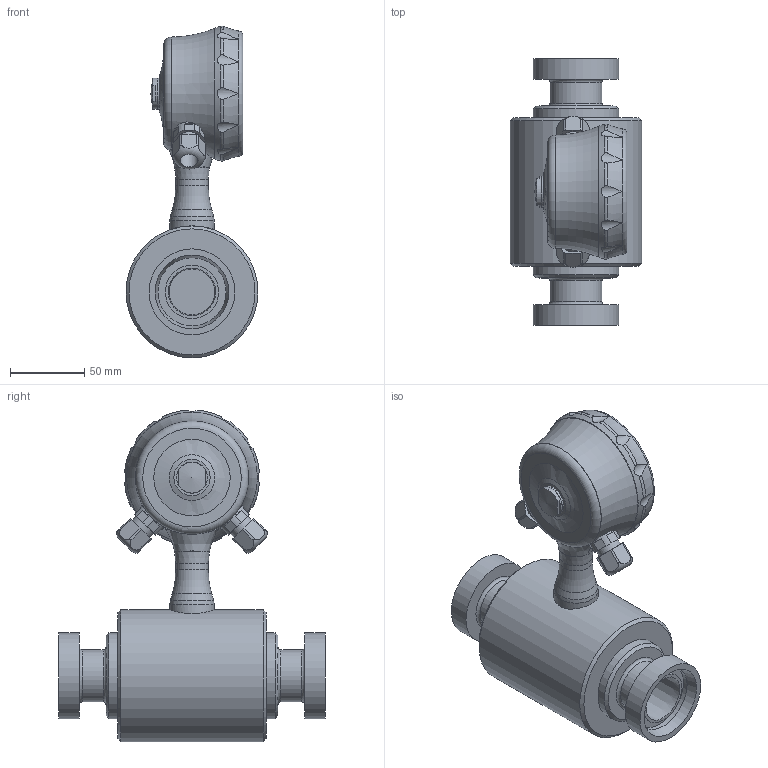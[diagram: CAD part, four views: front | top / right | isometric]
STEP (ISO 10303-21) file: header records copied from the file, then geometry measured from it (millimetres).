
FILE_DESCRIPTION( ( 'Unknown' ), '1' );
FILE_NAME( 'PF75H5xxxxxxx03x1G32xx2xxx0x0.stp', 'Unknown', ( 'Unknown' ), ( 'Unknown' ), 'PSStep 19.0.9', 'Unknown', ' ' );
FILE_SCHEMA( ( 'AUTOMOTIVE_DESIGN { 1 0 10303 214 1 1 1 1 }' ) );
Length unit declared in the file: millimetre
Products named in the file (1): Unterteil_PF75H_DIN_11851_DN32
Bounding box: 89 x 180 x 223.77 mm (x, y, z)
Volume: 1009162 mm3; surface area: 110355.5 mm2
Topology: 1 solids, 16 shells, 520 faces, 1355 edges, 893 vertices
Faces by surface type: plane 264, cylinder 147, torus 41, cone 35, bspline 21, extrusion 4, revolution 4, sphere 4
Full cylindrical faces by diameter (mm): 3 x1, 3.459 x2, 12 x2, 16 x4, 16.691 x2, 20.8 x1, 21 x1, 22 x1, 23.5 x1, 30 x1, 35 x2, 36 x2, 46 x2, 58 x4, 81.2 x1, 83.7 x1, 88 x1, 89 x1
Entity records: 23210 total; most frequent: CARTESIAN_POINT 7037, ORIENTED_EDGE 2488, DIRECTION 2360, EDGE_CURVE 1244, AXIS2_PLACEMENT_3D 883, VERTEX_POINT 856, EDGE_LOOP 631, VECTOR 590
